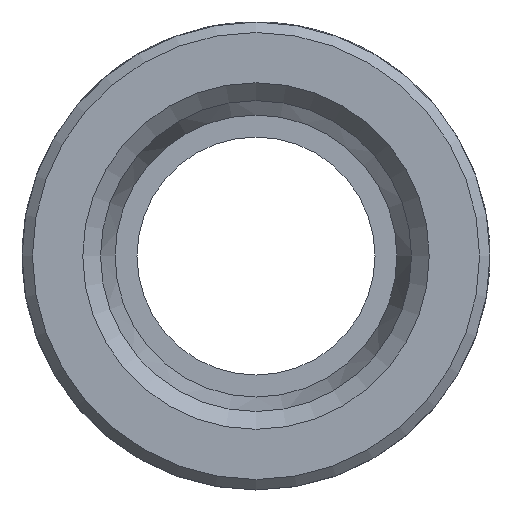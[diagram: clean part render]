
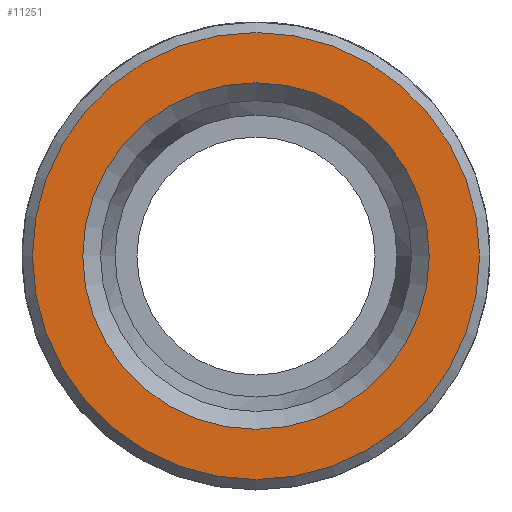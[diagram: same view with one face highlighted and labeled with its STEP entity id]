
A CAD part, left-side view. The second image highlights one B-rep face of the part: STEP entity #11251.
In plain terms, the highlighted planar face has unit normal (-1, 0, 0).
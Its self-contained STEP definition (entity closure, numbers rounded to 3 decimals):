
#160 = DIRECTION ( 'NONE',  ( 0., -1., 0. ) ) ;
#331 = PLANE ( 'NONE',  #14753 ) ;
#1339 = EDGE_CURVE ( 'NONE', #7427, #7427, #12317, .T. ) ;
#1360 = CARTESIAN_POINT ( 'NONE',  ( -27., -10.75, 0. ) ) ;
#2183 = EDGE_CURVE ( 'NONE', #6043, #6043, #5181, .T. ) ;
#2990 = ORIENTED_EDGE ( 'NONE', *, *, #2183, .F. ) ;
#3144 = CARTESIAN_POINT ( 'NONE',  ( -27., 0., 0. ) ) ;
#4717 = EDGE_LOOP ( 'NONE', ( #2990 ) ) ;
#5181 = CIRCLE ( 'NONE', #11284, 8.331 ) ;
#6043 = VERTEX_POINT ( 'NONE', #10777 ) ;
#6290 = FACE_BOUND ( 'NONE', #4717, .T. ) ;
#7427 = VERTEX_POINT ( 'NONE', #1360 ) ;
#7821 = DIRECTION ( 'NONE',  ( 0., 0., 1. ) ) ;
#8353 = FACE_OUTER_BOUND ( 'NONE', #10502, .T. ) ;
#9566 = DIRECTION ( 'NONE',  ( 0., 0., -1. ) ) ;
#9622 = DIRECTION ( 'NONE',  ( -1., 0., 0. ) ) ;
#9643 = CARTESIAN_POINT ( 'NONE',  ( -27., 0., 0. ) ) ;
#9781 = DIRECTION ( 'NONE',  ( -1., 0., 0. ) ) ;
#10502 = EDGE_LOOP ( 'NONE', ( #10640 ) ) ;
#10621 = CARTESIAN_POINT ( 'NONE',  ( -27., 0., 0. ) ) ;
#10640 = ORIENTED_EDGE ( 'NONE', *, *, #1339, .T. ) ;
#10777 = CARTESIAN_POINT ( 'NONE',  ( -27., 0., 8.331 ) ) ;
#11251 = ADVANCED_FACE ( 'NONE', ( #6290, #8353 ), #331, .T. ) ;
#11284 = AXIS2_PLACEMENT_3D ( 'NONE', #3144, #14910, #7821 ) ;
#11851 = AXIS2_PLACEMENT_3D ( 'NONE', #10621, #9622, #160 ) ;
#12317 = CIRCLE ( 'NONE', #11851, 10.75 ) ;
#14753 = AXIS2_PLACEMENT_3D ( 'NONE', #9643, #9781, #9566 ) ;
#14910 = DIRECTION ( 'NONE',  ( -1., 0., 0. ) ) ;
